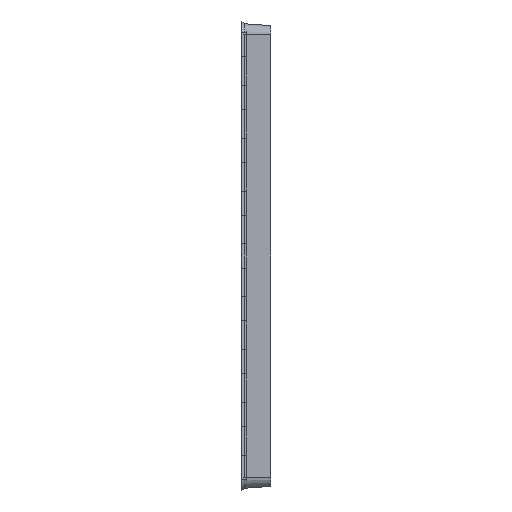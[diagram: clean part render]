
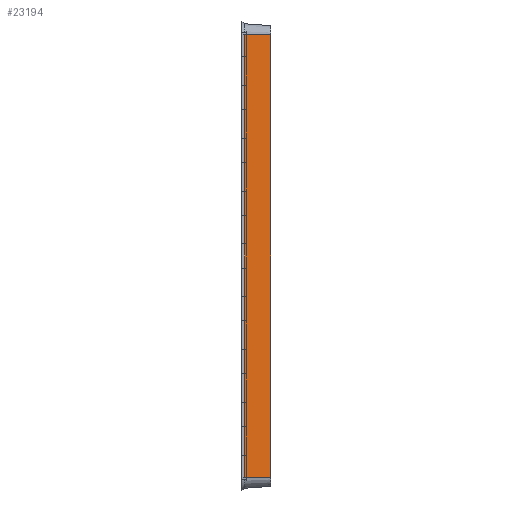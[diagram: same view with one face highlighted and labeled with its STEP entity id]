
A CAD part, left-side view. The second image highlights one B-rep face of the part: STEP entity #23194.
In plain terms, the highlighted planar face has unit normal (-0.997, -0.073, 0).
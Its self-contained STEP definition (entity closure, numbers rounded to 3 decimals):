
#7831=DIRECTION('',(-0.073,0.997,0.));
#7832=VECTOR('',#7831,5.5);
#7833=CARTESIAN_POINT('',(-143.2,-5.1,46.));
#7834=LINE('',#7833,#7832);
#7845=DIRECTION('',(0.,0.,-1.));
#7846=VECTOR('',#7845,92.);
#7847=CARTESIAN_POINT('',(-143.2,-5.1,46.));
#7848=LINE('',#7847,#7846);
#7859=DIRECTION('',(0.073,-0.997,0.));
#7860=VECTOR('',#7859,5.5);
#7861=CARTESIAN_POINT('',(-143.6,0.385,
-46.));
#7862=LINE('',#7861,#7860);
#7944=DIRECTION('',(0.,0.,-1.));
#7945=VECTOR('',#7944,92.);
#7946=CARTESIAN_POINT('',(-143.6,0.385,
46.));
#7947=LINE('',#7946,#7945);
#19627=CARTESIAN_POINT('',(-143.2,-5.1,46.));
#19629=VERTEX_POINT('',#19627);
#19641=CARTESIAN_POINT('',(-143.2,-5.1,-46.));
#19642=VERTEX_POINT('',#19641);
#19709=CARTESIAN_POINT('',(-143.6,0.385,
46.));
#19710=VERTEX_POINT('',#19709);
#19713=CARTESIAN_POINT('',(-143.6,0.385,
-46.));
#19714=VERTEX_POINT('',#19713);
#23181=CARTESIAN_POINT('',(-143.6,0.385,
-46.));
#23182=DIRECTION('',(-0.997,-0.073,0.));
#23183=DIRECTION('',(0.073,-0.997,0.));
#23184=AXIS2_PLACEMENT_3D('',#23181,#23182,#23183);
#23185=PLANE('',#23184);
#23187=ORIENTED_EDGE('',*,*,#23186,.F.);
#23189=ORIENTED_EDGE('',*,*,#23188,.F.);
#23190=ORIENTED_EDGE('',*,*,#23171,.F.);
#23191=ORIENTED_EDGE('',*,*,#23086,.T.);
#23192=EDGE_LOOP('',(#23187,#23189,#23190,#23191));
#23193=FACE_OUTER_BOUND('',#23192,.F.);
#23086=EDGE_CURVE('',#19629,#19642,#7848,.T.);
#23171=EDGE_CURVE('',#19629,#19710,#7834,.T.);
#23186=EDGE_CURVE('',#19714,#19642,#7862,.T.);
#23188=EDGE_CURVE('',#19710,#19714,#7947,.T.);
#23194=ADVANCED_FACE('',(#23193),#23185,.T.);
